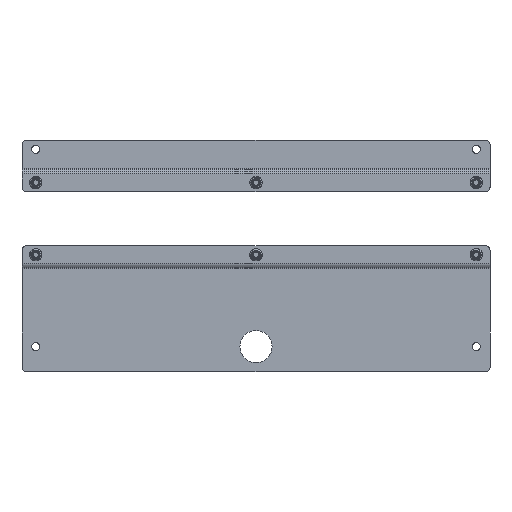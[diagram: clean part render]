
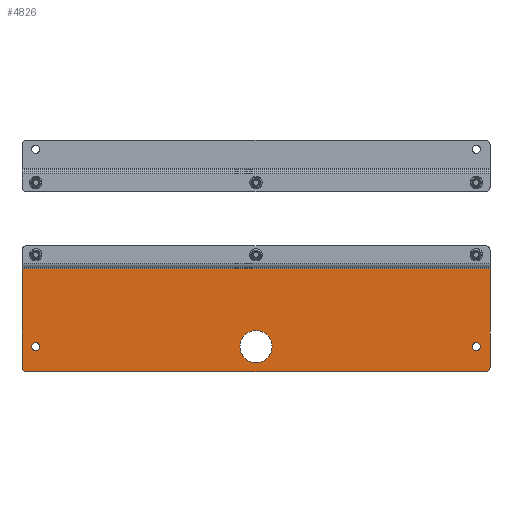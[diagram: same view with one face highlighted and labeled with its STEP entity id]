
A CAD part, top view. The second image highlights one B-rep face of the part: STEP entity #4826.
In plain terms, the highlighted planar face has unit normal (0, 0, 1).
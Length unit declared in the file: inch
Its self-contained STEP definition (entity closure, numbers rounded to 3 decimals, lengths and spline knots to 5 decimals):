
#31 = CARTESIAN_POINT ( 'NONE',  ( 0., -4.98285, -0.125 ) ) ;
#462 = LINE ( 'NONE', #9178, #9245 ) ;
#592 = DIRECTION ( 'NONE',  ( 1., 0., 0. ) ) ;
#739 = DIRECTION ( 'NONE',  ( 0., 1., 0. ) ) ;
#810 = EDGE_CURVE ( 'NONE', #5835, #8725, #462, .T. ) ;
#1048 = ORIENTED_EDGE ( 'NONE', *, *, #14405, .T. ) ;
#1084 = DIRECTION ( 'NONE',  ( -1., 0., 0. ) ) ;
#1517 = DIRECTION ( 'NONE',  ( 0., 0., 1. ) ) ;
#1628 = VECTOR ( 'NONE', #739, 39.37008 ) ;
#1794 = CARTESIAN_POINT ( 'NONE',  ( 0.875, -4.98285, -0.125 ) ) ;
#2452 = VERTEX_POINT ( 'NONE', #9577 ) ;
#2515 = AXIS2_PLACEMENT_3D ( 'NONE', #3470, #7691, #12308 ) ;
#2794 = DIRECTION ( 'NONE',  ( 0., -1., 0. ) ) ;
#3134 = CARTESIAN_POINT ( 'NONE',  ( -12., -4.98285, -0.125 ) ) ;
#3136 = EDGE_CURVE ( 'NONE', #2452, #5835, #12835, .T. ) ;
#3235 = AXIS2_PLACEMENT_3D ( 'NONE', #5223, #3731, #12290 ) ;
#3470 = CARTESIAN_POINT ( 'NONE',  ( -12.75, -0.66288, -0.125 ) ) ;
#3682 = AXIS2_PLACEMENT_3D ( 'NONE', #31, #18432, #8194 ) ;
#3731 = DIRECTION ( 'NONE',  ( 0., 0., 1. ) ) ;
#3767 = VERTEX_POINT ( 'NONE', #9487 ) ;
#4685 = ORIENTED_EDGE ( 'NONE', *, *, #810, .T. ) ;
#4721 = ORIENTED_EDGE ( 'NONE', *, *, #14792, .T. ) ;
#4826 = ADVANCED_FACE ( 'NONE', ( #6555, #16623, #9371, #7787 ), #7970, .T. ) ;
#4987 = DIRECTION ( 'NONE',  ( 0., 0., -1. ) ) ;
#5025 = ORIENTED_EDGE ( 'NONE', *, *, #6987, .T. ) ;
#5062 = CIRCLE ( 'NONE', #12579, 0.25 ) ;
#5223 = CARTESIAN_POINT ( 'NONE',  ( -12.5, -6.10785, -0.125 ) ) ;
#5521 = CARTESIAN_POINT ( 'NONE',  ( 12.5, -6.35785, -0.125 ) ) ;
#5561 = VERTEX_POINT ( 'NONE', #17352 ) ;
#5725 = CARTESIAN_POINT ( 'NONE',  ( 12.5, -6.10785, -0.125 ) ) ;
#5835 = VERTEX_POINT ( 'NONE', #5863 ) ;
#5863 = CARTESIAN_POINT ( 'NONE',  ( -12.5, -6.35785, -0.125 ) ) ;
#6555 = FACE_BOUND ( 'NONE', #10211, .T. ) ;
#6987 = EDGE_CURVE ( 'NONE', #3767, #3767, #10376, .T. ) ;
#7413 = VERTEX_POINT ( 'NONE', #1794 ) ;
#7691 = DIRECTION ( 'NONE',  ( 0., 0., 1. ) ) ;
#7787 = FACE_OUTER_BOUND ( 'NONE', #17398, .T. ) ;
#7970 = PLANE ( 'NONE',  #2515 ) ;
#8095 = VECTOR ( 'NONE', #2794, 39.37008 ) ;
#8194 = DIRECTION ( 'NONE',  ( 1., 0., 0. ) ) ;
#8248 = ORIENTED_EDGE ( 'NONE', *, *, #10292, .T. ) ;
#8273 = VERTEX_POINT ( 'NONE', #16830 ) ;
#8423 = ORIENTED_EDGE ( 'NONE', *, *, #11107, .T. ) ;
#8725 = VERTEX_POINT ( 'NONE', #5521 ) ;
#9116 = VERTEX_POINT ( 'NONE', #17596 ) ;
#9178 = CARTESIAN_POINT ( 'NONE',  ( -12.75, -6.35785, -0.125 ) ) ;
#9245 = VECTOR ( 'NONE', #11918, 39.37008 ) ;
#9371 = FACE_BOUND ( 'NONE', #12999, .T. ) ;
#9460 = AXIS2_PLACEMENT_3D ( 'NONE', #3134, #15829, #15921 ) ;
#9487 = CARTESIAN_POINT ( 'NONE',  ( -11.78125, -4.98285, -0.125 ) ) ;
#9577 = CARTESIAN_POINT ( 'NONE',  ( -12.75, -6.10785, -0.125 ) ) ;
#9579 = CIRCLE ( 'NONE', #10796, 0.21875 ) ;
#9722 = EDGE_CURVE ( 'NONE', #9116, #2452, #10112, .T. ) ;
#10112 = LINE ( 'NONE', #15682, #8095 ) ;
#10211 = EDGE_LOOP ( 'NONE', ( #11486 ) ) ;
#10243 = CARTESIAN_POINT ( 'NONE',  ( 12.75, -0.7272, -0.125 ) ) ;
#10292 = EDGE_CURVE ( 'NONE', #8273, #8273, #9579, .T. ) ;
#10376 = CIRCLE ( 'NONE', #9460, 0.21875 ) ;
#10638 = CARTESIAN_POINT ( 'NONE',  ( 12., -4.98285, -0.125 ) ) ;
#10694 = CARTESIAN_POINT ( 'NONE',  ( 12.75, -0.66288, -0.125 ) ) ;
#10796 = AXIS2_PLACEMENT_3D ( 'NONE', #10638, #4987, #592 ) ;
#10980 = LINE ( 'NONE', #10694, #1628 ) ;
#11107 = EDGE_CURVE ( 'NONE', #8725, #5561, #5062, .T. ) ;
#11486 = ORIENTED_EDGE ( 'NONE', *, *, #18360, .T. ) ;
#11502 = LINE ( 'NONE', #17231, #17830 ) ;
#11918 = DIRECTION ( 'NONE',  ( 1., 0., 0. ) ) ;
#12290 = DIRECTION ( 'NONE',  ( -1., 0., 0. ) ) ;
#12308 = DIRECTION ( 'NONE',  ( 1., 0., 0. ) ) ;
#12579 = AXIS2_PLACEMENT_3D ( 'NONE', #5725, #1517, #16838 ) ;
#12835 = CIRCLE ( 'NONE', #3235, 0.25 ) ;
#12999 = EDGE_LOOP ( 'NONE', ( #5025 ) ) ;
#14405 = EDGE_CURVE ( 'NONE', #5561, #16230, #10980, .T. ) ;
#14685 = ORIENTED_EDGE ( 'NONE', *, *, #9722, .T. ) ;
#14792 = EDGE_CURVE ( 'NONE', #16230, #9116, #11502, .T. ) ;
#15682 = CARTESIAN_POINT ( 'NONE',  ( -12.75, -0.66288, -0.125 ) ) ;
#15829 = DIRECTION ( 'NONE',  ( 0., 0., -1. ) ) ;
#15921 = DIRECTION ( 'NONE',  ( 1., 0., 0. ) ) ;
#16230 = VERTEX_POINT ( 'NONE', #10243 ) ;
#16591 = CIRCLE ( 'NONE', #3682, 0.875 ) ;
#16623 = FACE_BOUND ( 'NONE', #18061, .T. ) ;
#16826 = ORIENTED_EDGE ( 'NONE', *, *, #3136, .T. ) ;
#16830 = CARTESIAN_POINT ( 'NONE',  ( 12.21875, -4.98285, -0.125 ) ) ;
#16838 = DIRECTION ( 'NONE',  ( -1., 0., 0. ) ) ;
#17231 = CARTESIAN_POINT ( 'NONE',  ( -12.75, -0.7272, -0.125 ) ) ;
#17352 = CARTESIAN_POINT ( 'NONE',  ( 12.75, -6.10785, -0.125 ) ) ;
#17398 = EDGE_LOOP ( 'NONE', ( #14685, #16826, #4685, #8423, #1048, #4721 ) ) ;
#17596 = CARTESIAN_POINT ( 'NONE',  ( -12.75, -0.7272, -0.125 ) ) ;
#17830 = VECTOR ( 'NONE', #1084, 39.37008 ) ;
#18061 = EDGE_LOOP ( 'NONE', ( #8248 ) ) ;
#18360 = EDGE_CURVE ( 'NONE', #7413, #7413, #16591, .T. ) ;
#18432 = DIRECTION ( 'NONE',  ( 0., 0., -1. ) ) ;
